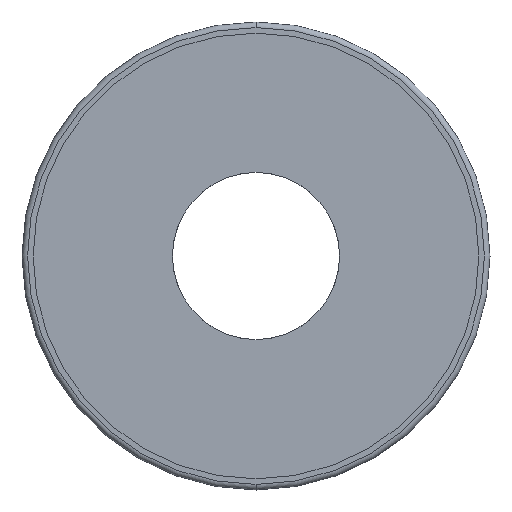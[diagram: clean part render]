
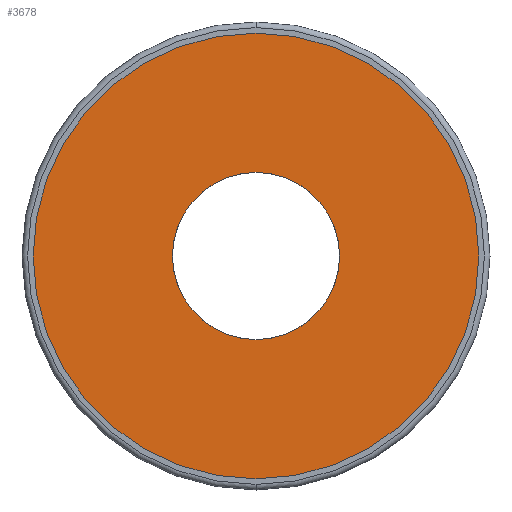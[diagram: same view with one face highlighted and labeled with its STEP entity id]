
A CAD part, front view. The second image highlights one B-rep face of the part: STEP entity #3678.
In plain terms, the highlighted planar face has unit normal (0, -1, 0).
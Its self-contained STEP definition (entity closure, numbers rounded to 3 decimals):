
#28 = VERTEX_POINT ( 'NONE', #1992 ) ;
#61 = CARTESIAN_POINT ( 'NONE',  ( 0., 0., -7.5 ) ) ;
#393 = ORIENTED_EDGE ( 'NONE', *, *, #1291, .F. ) ;
#424 = AXIS2_PLACEMENT_3D ( 'NONE', #1980, #2268, #929 ) ;
#663 = EDGE_LOOP ( 'NONE', ( #393, #3988 ) ) ;
#681 = DIRECTION ( 'NONE',  ( 0., 0., -1. ) ) ;
#703 = DIRECTION ( 'NONE',  ( 0., -1., 0. ) ) ;
#735 = DIRECTION ( 'NONE',  ( 0., -1., 0. ) ) ;
#775 = CIRCLE ( 'NONE', #424, 7.5 ) ;
#929 = DIRECTION ( 'NONE',  ( 0., 0., -1. ) ) ;
#941 = VERTEX_POINT ( 'NONE', #61 ) ;
#1006 = CIRCLE ( 'NONE', #2164, 20. ) ;
#1167 = ORIENTED_EDGE ( 'NONE', *, *, #1258, .T. ) ;
#1196 = EDGE_LOOP ( 'NONE', ( #1167, #3766 ) ) ;
#1258 = EDGE_CURVE ( 'NONE', #2278, #1607, #1006, .T. ) ;
#1291 = EDGE_CURVE ( 'NONE', #941, #28, #775, .T. ) ;
#1336 = FACE_OUTER_BOUND ( 'NONE', #1196, .T. ) ;
#1547 = AXIS2_PLACEMENT_3D ( 'NONE', #4119, #703, #681 ) ;
#1607 = VERTEX_POINT ( 'NONE', #2277 ) ;
#1662 = DIRECTION ( 'NONE',  ( 0., 0., -1. ) ) ;
#1980 = CARTESIAN_POINT ( 'NONE',  ( 0., 0., 0. ) ) ;
#1992 = CARTESIAN_POINT ( 'NONE',  ( 0., 0., 7.5 ) ) ;
#2164 = AXIS2_PLACEMENT_3D ( 'NONE', #4349, #3673, #1662 ) ;
#2268 = DIRECTION ( 'NONE',  ( 0., -1., 0. ) ) ;
#2277 = CARTESIAN_POINT ( 'NONE',  ( 0., 0., 20. ) ) ;
#2278 = VERTEX_POINT ( 'NONE', #2839 ) ;
#2307 = AXIS2_PLACEMENT_3D ( 'NONE', #2460, #735, #2797 ) ;
#2382 = CIRCLE ( 'NONE', #2307, 20. ) ;
#2460 = CARTESIAN_POINT ( 'NONE',  ( 0., 0., 0. ) ) ;
#2465 = PLANE ( 'NONE',  #4171 ) ;
#2739 = DIRECTION ( 'NONE',  ( 0., 0., -1. ) ) ;
#2797 = DIRECTION ( 'NONE',  ( 0., 0., -1. ) ) ;
#2839 = CARTESIAN_POINT ( 'NONE',  ( 0., 0., -20. ) ) ;
#3655 = CIRCLE ( 'NONE', #1547, 7.5 ) ;
#3673 = DIRECTION ( 'NONE',  ( 0., -1., 0. ) ) ;
#3678 = ADVANCED_FACE ( 'NONE', ( #1336, #3792 ), #2465, .T. ) ;
#3763 = EDGE_CURVE ( 'NONE', #28, #941, #3655, .T. ) ;
#3766 = ORIENTED_EDGE ( 'NONE', *, *, #4359, .T. ) ;
#3792 = FACE_BOUND ( 'NONE', #663, .T. ) ;
#3988 = ORIENTED_EDGE ( 'NONE', *, *, #3763, .F. ) ;
#4119 = CARTESIAN_POINT ( 'NONE',  ( 0., 0., 0. ) ) ;
#4171 = AXIS2_PLACEMENT_3D ( 'NONE', #4440, #4181, #2739 ) ;
#4181 = DIRECTION ( 'NONE',  ( 0., -1., 0. ) ) ;
#4349 = CARTESIAN_POINT ( 'NONE',  ( 0., 0., 0. ) ) ;
#4359 = EDGE_CURVE ( 'NONE', #1607, #2278, #2382, .T. ) ;
#4440 = CARTESIAN_POINT ( 'NONE',  ( 20., 0., 0. ) ) ;
